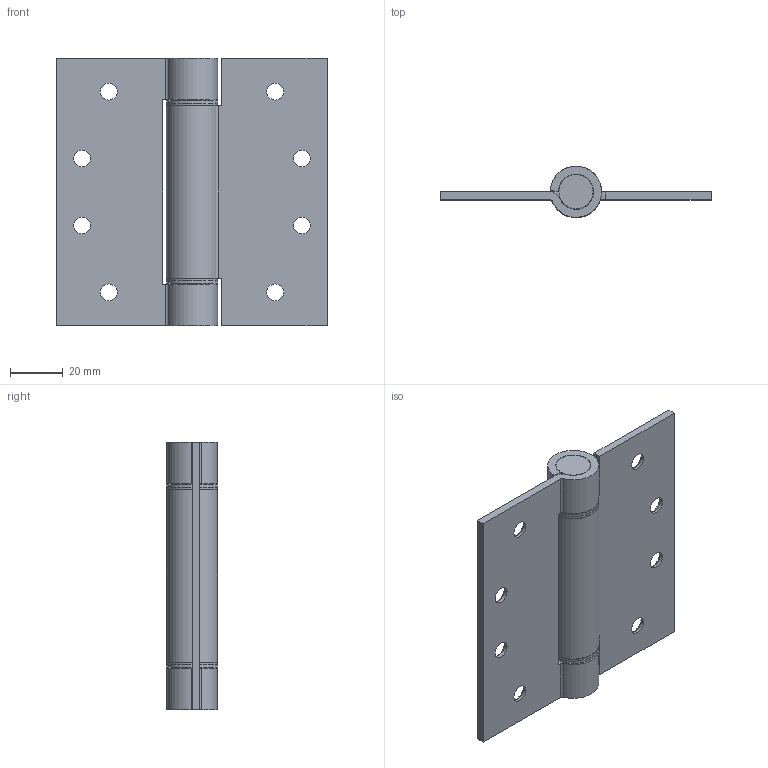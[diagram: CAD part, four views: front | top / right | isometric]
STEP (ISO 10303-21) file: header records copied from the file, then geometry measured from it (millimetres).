
FILE_DESCRIPTION(/* description */ (''),/* implementation_level */ '2;1');
FILE_NAME(/* name */ 'HS101102-30.stp',/* time_stamp */ '2023-06-28T10:28:35+09:00',/* author */ ('user'),/* organization */ (''),/* preprocessor_version */ 'ST-DEVELOPER v15.6',/* originating_system */ 'Autodesk Inventor 2015',/* authorisation */ '');
FILE_SCHEMA (('AUTOMOTIVE_DESIGN { 1 0 10303 214 3 1 1 }'));
Length unit declared in the file: millimetre
Products named in the file (6): 날개ㅓ; 날개ㄷ; 와셔; 핀; 캡; HS101102-30
Bounding box: 102.6 x 19.4 x 101.5 mm (x, y, z)
Volume: 51319.7 mm3; surface area: 34782.3 mm2
Topology: 8 solids, 8 shells, 80 faces, 180 edges, 117 vertices
Faces by surface type: plane 38, cylinder 33, cone 9
Full cylindrical faces by diameter (mm): 5 x1, 6.4 x8, 13 x6, 19 x4
Entity records: 2087 total; most frequent: DIRECTION 367, CARTESIAN_POINT 327, ORIENTED_EDGE 280, AXIS2_PLACEMENT_3D 145, EDGE_CURVE 140, EDGE_LOOP 111, VERTEX_POINT 105, LINE 77
